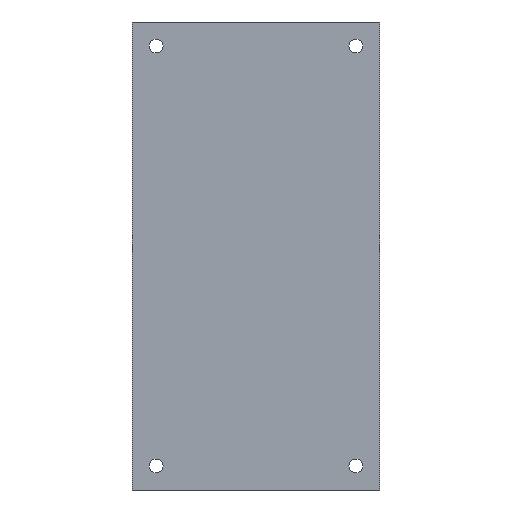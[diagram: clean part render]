
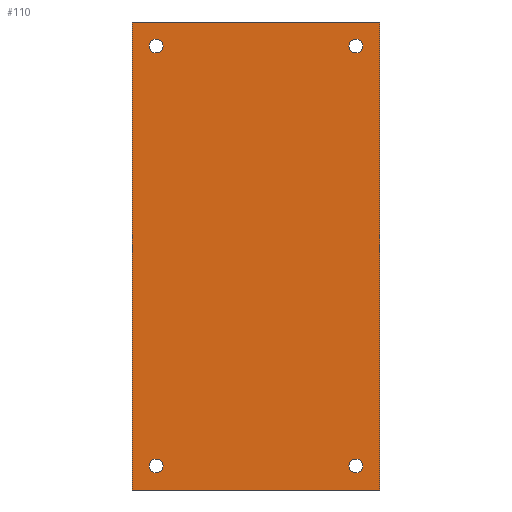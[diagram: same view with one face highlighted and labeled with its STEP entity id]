
A CAD part, front view. The second image highlights one B-rep face of the part: STEP entity #110.
In plain terms, the highlighted planar face has unit normal (0, -1, 0).
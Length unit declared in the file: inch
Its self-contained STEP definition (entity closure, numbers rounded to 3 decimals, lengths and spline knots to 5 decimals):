
#10 = EDGE_LOOP ( 'NONE', ( #379 ) ) ;
#11 = EDGE_CURVE ( 'NONE', #512, #512, #195, .T. ) ;
#17 = CARTESIAN_POINT ( 'NONE',  ( -4.5, 0., -8.5 ) ) ;
#19 = CARTESIAN_POINT ( 'NONE',  ( 3.625, 0., -7.375 ) ) ;
#22 = LINE ( 'NONE', #17, #325 ) ;
#29 = FACE_OUTER_BOUND ( 'NONE', #236, .T. ) ;
#31 = VERTEX_POINT ( 'NONE', #179 ) ;
#33 = FACE_BOUND ( 'NONE', #456, .T. ) ;
#55 = CARTESIAN_POINT ( 'NONE',  ( -3.625, 0., -7.375 ) ) ;
#57 = CIRCLE ( 'NONE', #428, 0.25 ) ;
#78 = DIRECTION ( 'NONE',  ( 0., 0., 1. ) ) ;
#82 = ORIENTED_EDGE ( 'NONE', *, *, #449, .F. ) ;
#83 = DIRECTION ( 'NONE',  ( 0., 1., 0. ) ) ;
#94 = EDGE_CURVE ( 'NONE', #414, #494, #22, .T. ) ;
#100 = CARTESIAN_POINT ( 'NONE',  ( 3.625, 0., 7.625 ) ) ;
#104 = VERTEX_POINT ( 'NONE', #55 ) ;
#110 = ADVANCED_FACE ( 'NONE', ( #29, #220, #33, #234, #426 ), #351, .T. ) ;
#118 = DIRECTION ( 'NONE',  ( 0., 0., 1. ) ) ;
#121 = VERTEX_POINT ( 'NONE', #377 ) ;
#123 = LINE ( 'NONE', #205, #326 ) ;
#129 = DIRECTION ( 'NONE',  ( 0., 1., 0. ) ) ;
#139 = CARTESIAN_POINT ( 'NONE',  ( -4.5, 0., -8.5 ) ) ;
#150 = EDGE_CURVE ( 'NONE', #121, #121, #168, .T. ) ;
#168 = CIRCLE ( 'NONE', #282, 0.25 ) ;
#174 = EDGE_LOOP ( 'NONE', ( #241 ) ) ;
#179 = CARTESIAN_POINT ( 'NONE',  ( -4.5, 0., 8.5 ) ) ;
#195 = CIRCLE ( 'NONE', #231, 0.25 ) ;
#197 = CARTESIAN_POINT ( 'NONE',  ( 3.625, 0., -7.625 ) ) ;
#199 = DIRECTION ( 'NONE',  ( 1., 0., 0. ) ) ;
#205 = CARTESIAN_POINT ( 'NONE',  ( -4.5, 0., 8.5 ) ) ;
#206 = CARTESIAN_POINT ( 'NONE',  ( -3.625, 0., -7.625 ) ) ;
#220 = FACE_BOUND ( 'NONE', #174, .T. ) ;
#230 = DIRECTION ( 'NONE',  ( 0., -1., 0. ) ) ;
#231 = AXIS2_PLACEMENT_3D ( 'NONE', #495, #129, #420 ) ;
#234 = FACE_BOUND ( 'NONE', #10, .T. ) ;
#236 = EDGE_LOOP ( 'NONE', ( #458, #82, #373, #451 ) ) ;
#237 = DIRECTION ( 'NONE',  ( 0., 0., -1. ) ) ;
#239 = CARTESIAN_POINT ( 'NONE',  ( -4.5, 0., -8.5 ) ) ;
#240 = DIRECTION ( 'NONE',  ( 0., 1., 0. ) ) ;
#241 = ORIENTED_EDGE ( 'NONE', *, *, #150, .T. ) ;
#242 = CARTESIAN_POINT ( 'NONE',  ( 4.5, 0., 8.5 ) ) ;
#244 = CARTESIAN_POINT ( 'NONE',  ( 4.5, 0., 8.5 ) ) ;
#260 = EDGE_CURVE ( 'NONE', #374, #414, #402, .T. ) ;
#265 = VECTOR ( 'NONE', #199, 39.37008 ) ;
#269 = ORIENTED_EDGE ( 'NONE', *, *, #459, .T. ) ;
#282 = AXIS2_PLACEMENT_3D ( 'NONE', #100, #309, #509 ) ;
#292 = CARTESIAN_POINT ( 'NONE',  ( -3.625, 0., 7.875 ) ) ;
#294 = VECTOR ( 'NONE', #237, 39.37008 ) ;
#300 = AXIS2_PLACEMENT_3D ( 'NONE', #139, #230, #347 ) ;
#306 = DIRECTION ( 'NONE',  ( -1., 0., 0. ) ) ;
#309 = DIRECTION ( 'NONE',  ( 0., 1., 0. ) ) ;
#325 = VECTOR ( 'NONE', #306, 39.37008 ) ;
#326 = VECTOR ( 'NONE', #118, 39.37008 ) ;
#347 = DIRECTION ( 'NONE',  ( 0., 0., -1. ) ) ;
#351 = PLANE ( 'NONE',  #300 ) ;
#354 = CIRCLE ( 'NONE', #525, 0.25 ) ;
#359 = CARTESIAN_POINT ( 'NONE',  ( 4.5, 0., -8.5 ) ) ;
#364 = ORIENTED_EDGE ( 'NONE', *, *, #11, .T. ) ;
#370 = VERTEX_POINT ( 'NONE', #19 ) ;
#373 = ORIENTED_EDGE ( 'NONE', *, *, #504, .F. ) ;
#374 = VERTEX_POINT ( 'NONE', #244 ) ;
#377 = CARTESIAN_POINT ( 'NONE',  ( 3.625, 0., 7.875 ) ) ;
#379 = ORIENTED_EDGE ( 'NONE', *, *, #477, .T. ) ;
#385 = LINE ( 'NONE', #242, #265 ) ;
#400 = CARTESIAN_POINT ( 'NONE',  ( 4.5, 0., -8.5 ) ) ;
#402 = LINE ( 'NONE', #400, #294 ) ;
#405 = EDGE_LOOP ( 'NONE', ( #364 ) ) ;
#414 = VERTEX_POINT ( 'NONE', #359 ) ;
#420 = DIRECTION ( 'NONE',  ( 0., 0., 1. ) ) ;
#426 = FACE_BOUND ( 'NONE', #405, .T. ) ;
#428 = AXIS2_PLACEMENT_3D ( 'NONE', #206, #240, #489 ) ;
#449 = EDGE_CURVE ( 'NONE', #31, #374, #385, .T. ) ;
#451 = ORIENTED_EDGE ( 'NONE', *, *, #94, .F. ) ;
#456 = EDGE_LOOP ( 'NONE', ( #269 ) ) ;
#458 = ORIENTED_EDGE ( 'NONE', *, *, #260, .F. ) ;
#459 = EDGE_CURVE ( 'NONE', #370, #370, #354, .T. ) ;
#477 = EDGE_CURVE ( 'NONE', #104, #104, #57, .T. ) ;
#489 = DIRECTION ( 'NONE',  ( 0., 0., 1. ) ) ;
#494 = VERTEX_POINT ( 'NONE', #239 ) ;
#495 = CARTESIAN_POINT ( 'NONE',  ( -3.625, 0., 7.625 ) ) ;
#504 = EDGE_CURVE ( 'NONE', #494, #31, #123, .T. ) ;
#509 = DIRECTION ( 'NONE',  ( 0., 0., 1. ) ) ;
#512 = VERTEX_POINT ( 'NONE', #292 ) ;
#525 = AXIS2_PLACEMENT_3D ( 'NONE', #197, #83, #78 ) ;
